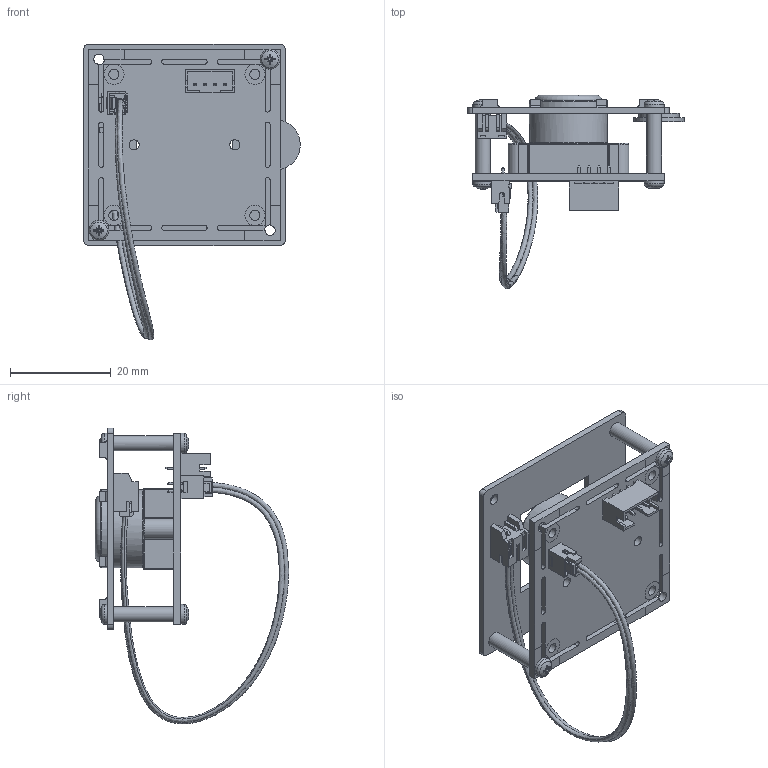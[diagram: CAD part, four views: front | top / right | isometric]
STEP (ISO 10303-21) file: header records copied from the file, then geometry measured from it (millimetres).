
FILE_DESCRIPTION(/* description */ ('-'),/* implementation_level */ '2;1');
FILE_NAME(/* name */ 'ELP-USB500W02M-L170W.stp',/* time_stamp */ '2023-06-06T13:05:53+03:00',/* author */ ('ilias'),/* organization */ ('KorrDot'),/* preprocessor_version */ 'ST-DEVELOPER v18.1',/* originating_system */ 'Autodesk Inventor 2022',/* authorisation */ '');
FILE_SCHEMA (('AUTOMOTIVE_DESIGN { 1 0 10303 214 3 1 1 }'));
Length unit declared in the file: millimetre
Products named in the file (1): ELP-USB500W02M-L170W
Bounding box: 43 x 38.37 x 58.73 mm (x, y, z)
Volume: 7633.1 mm3; surface area: 9420.7 mm2
Topology: 3 solids, 20 shells, 1199 faces, 3401 edges, 2199 vertices
Faces by surface type: plane 948, cylinder 120, cone 64, torus 34, bspline 21, sphere 12
Full cylindrical faces by diameter (mm): 0.5 x4, 1.567 x2, 1.783 x4, 2 x8, 2.2 x4, 3 x2, 3.095 x1, 7.772 x1, 8 x1, 10 x1, 15.5 x1
Entity records: 41148 total; most frequent: CARTESIAN_POINT 9386, ORIENTED_EDGE 6772, DIRECTION 6035, EDGE_CURVE 3389, LINE 2643, VECTOR 2643, VERTEX_POINT 2199, AXIS2_PLACEMENT_3D 1696
